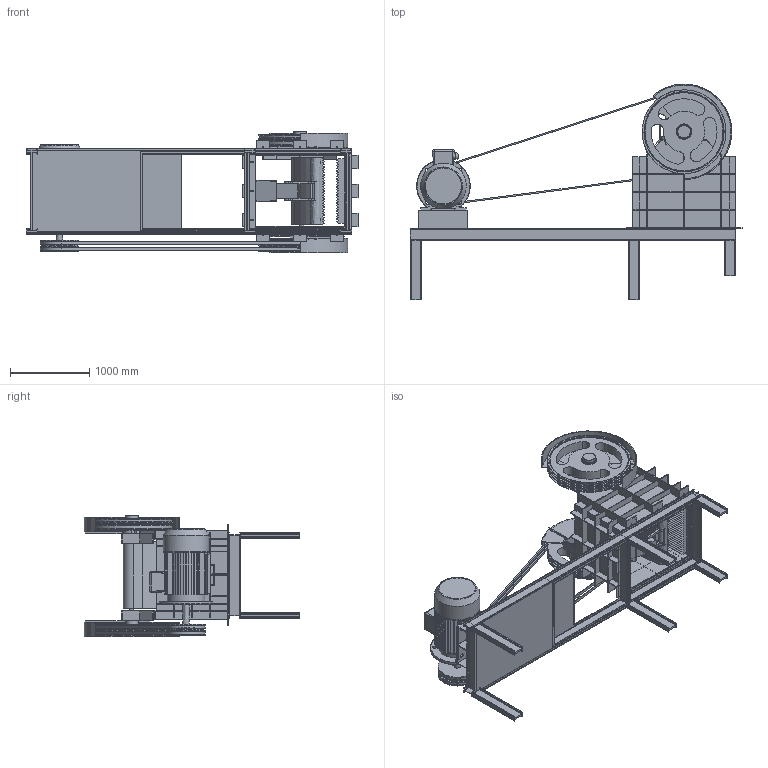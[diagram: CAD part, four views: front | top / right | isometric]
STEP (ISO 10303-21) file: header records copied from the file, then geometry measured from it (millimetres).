
FILE_DESCRIPTION(('FreeCAD Model'),'2;1');
FILE_NAME('Open CASCADE Shape Model','2025-05-07T18:23:35',('FreeCAD'),( 'FreeCAD'),'Open CASCADE STEP processor 7.6','FreeCAD','Unknown');
FILE_SCHEMA(('AUTOMOTIVE_DESIGN { 1 0 10303 214 1 1 1 1 }'));
Products named in the file (1): Open CASCADE STEP translator 7.6 1
Bounding box: 4179.84 x 2715.81 x 1529.2 mm (x, y, z)
Volume: 1005599978.2 mm3; surface area: 52748154.6 mm2
Topology: 73 solids, 73 shells, 2586 faces, 7310 edges, 4762 vertices
Faces by surface type: bspline 2586
Entity records: 96383 total; most frequent: CARTESIAN_POINT 55276, ORIENTED_EDGE 14294, EDGE_CURVE 7147, B_SPLINE_CURVE_WITH_KNOTS 4923, VERTEX_POINT 4717, FACE_BOUND 2900, EDGE_LOOP 2884, ADVANCED_FACE 2554
